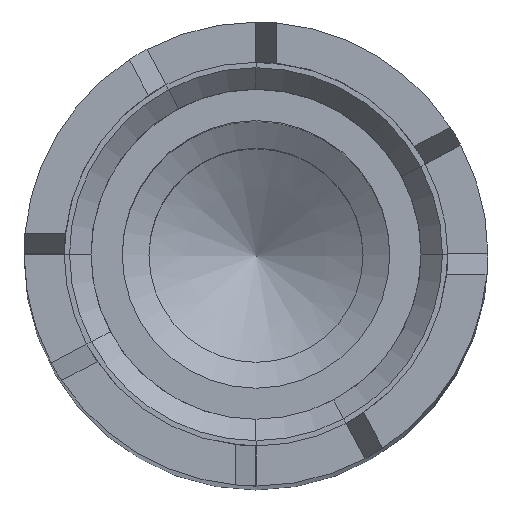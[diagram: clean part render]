
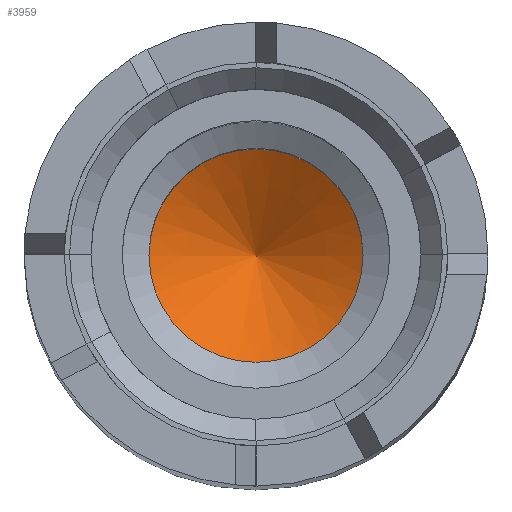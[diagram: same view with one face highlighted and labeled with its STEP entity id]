
A CAD part, top view. The second image highlights one B-rep face of the part: STEP entity #3959.
In plain terms, the highlighted conical face has half-angle 59 degrees and reference radius 6 mm.
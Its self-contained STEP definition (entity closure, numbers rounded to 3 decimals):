
#3893 = CYLINDRICAL_SURFACE('',#3894,6.);
#3894 = AXIS2_PLACEMENT_3D('',#3895,#3896,#3897);
#3895 = CARTESIAN_POINT('',(0.,0.,135.));
#3896 = DIRECTION('',(-0.,-0.,-1.));
#3897 = DIRECTION('',(1.,0.,0.));
#3910 = VERTEX_POINT('',#3911);
#3911 = CARTESIAN_POINT('',(6.,0.,70.));
#3932 = EDGE_CURVE('',#3910,#3910,#3933,.T.);
#3933 = SURFACE_CURVE('',#3934,(#3939,#3946),.PCURVE_S1.);
#3934 = CIRCLE('',#3935,6.);
#3935 = AXIS2_PLACEMENT_3D('',#3936,#3937,#3938);
#3936 = CARTESIAN_POINT('',(0.,0.,70.));
#3937 = DIRECTION('',(0.,0.,1.));
#3938 = DIRECTION('',(1.,0.,0.));
#3939 = PCURVE('',#3893,#3940);
#3940 = DEFINITIONAL_REPRESENTATION('',(#3941),#3945);
#3941 = LINE('',#3942,#3943);
#3942 = CARTESIAN_POINT('',(-0.,65.));
#3943 = VECTOR('',#3944,1.);
#3944 = DIRECTION('',(-1.,0.));
#3945 = ( GEOMETRIC_REPRESENTATION_CONTEXT(2) 
PARAMETRIC_REPRESENTATION_CONTEXT() REPRESENTATION_CONTEXT('2D SPACE',''
  ) );
#3946 = PCURVE('',#3947,#3952);
#3947 = CONICAL_SURFACE('',#3948,6.,1.03);
#3948 = AXIS2_PLACEMENT_3D('',#3949,#3950,#3951);
#3949 = CARTESIAN_POINT('',(0.,0.,70.));
#3950 = DIRECTION('',(0.,0.,1.));
#3951 = DIRECTION('',(1.,0.,0.));
#3952 = DEFINITIONAL_REPRESENTATION('',(#3953),#3957);
#3953 = LINE('',#3954,#3955);
#3954 = CARTESIAN_POINT('',(0.,-0.));
#3955 = VECTOR('',#3956,1.);
#3956 = DIRECTION('',(1.,-0.));
#3957 = ( GEOMETRIC_REPRESENTATION_CONTEXT(2) 
PARAMETRIC_REPRESENTATION_CONTEXT() REPRESENTATION_CONTEXT('2D SPACE',''
  ) );
#3959 = ADVANCED_FACE('',(#3960),#3947,.F.);
#3960 = FACE_BOUND('',#3961,.T.);
#3961 = EDGE_LOOP('',(#3962,#3963,#3986));
#3962 = ORIENTED_EDGE('',*,*,#3932,.T.);
#3963 = ORIENTED_EDGE('',*,*,#3964,.T.);
#3964 = EDGE_CURVE('',#3910,#3965,#3967,.T.);
#3965 = VERTEX_POINT('',#3966);
#3966 = CARTESIAN_POINT('',(0.,0.,66.395));
#3967 = SEAM_CURVE('',#3968,(#3972,#3979),.PCURVE_S1.);
#3968 = LINE('',#3969,#3970);
#3969 = CARTESIAN_POINT('',(6.,0.,70.));
#3970 = VECTOR('',#3971,1.);
#3971 = DIRECTION('',(-0.857,-0.,-0.515));
#3972 = PCURVE('',#3947,#3973);
#3973 = DEFINITIONAL_REPRESENTATION('',(#3974),#3978);
#3974 = LINE('',#3975,#3976);
#3975 = CARTESIAN_POINT('',(0.,-0.));
#3976 = VECTOR('',#3977,1.);
#3977 = DIRECTION('',(0.,-1.));
#3978 = ( GEOMETRIC_REPRESENTATION_CONTEXT(2) 
PARAMETRIC_REPRESENTATION_CONTEXT() REPRESENTATION_CONTEXT('2D SPACE',''
  ) );
#3979 = PCURVE('',#3947,#3980);
#3980 = DEFINITIONAL_REPRESENTATION('',(#3981),#3985);
#3981 = LINE('',#3982,#3983);
#3982 = CARTESIAN_POINT('',(6.283,-0.));
#3983 = VECTOR('',#3984,1.);
#3984 = DIRECTION('',(0.,-1.));
#3985 = ( GEOMETRIC_REPRESENTATION_CONTEXT(2) 
PARAMETRIC_REPRESENTATION_CONTEXT() REPRESENTATION_CONTEXT('2D SPACE',''
  ) );
#3986 = ORIENTED_EDGE('',*,*,#3964,.F.);
